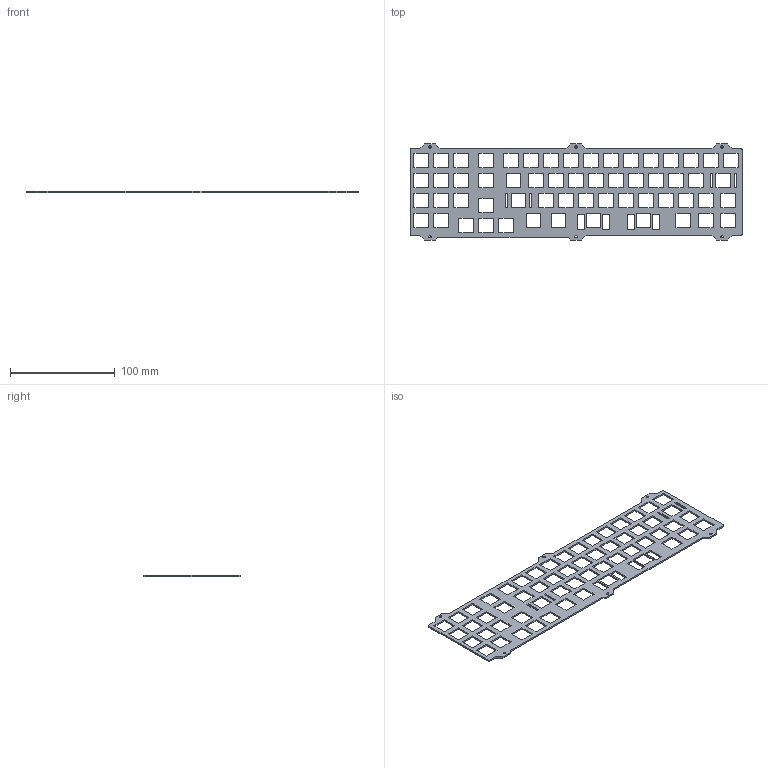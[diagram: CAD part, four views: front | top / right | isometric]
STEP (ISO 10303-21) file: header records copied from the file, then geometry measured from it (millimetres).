
FILE_DESCRIPTION(/* description */ (''),/* implementation_level */ '2;1');
FILE_NAME(/* name */ 'lhm18_switch plate.step',/* time_stamp */ '2020-04-16T19:30:50-07:00',/* author */ (''),/* organization */ (''),/* preprocessor_version */ 'ST-DEVELOPER v18.1',/* originating_system */ 'Autodesk Translation Framework v9.2.0.1227',/* authorisation */ '');
FILE_SCHEMA (('AUTOMOTIVE_DESIGN { 1 0 10303 214 3 1 1 }'));
Length unit declared in the file: millimetre
Products named in the file (1): Switch Plate v2
Bounding box: 316.77 x 91.65 x 1.5 mm (x, y, z)
Volume: 22239.4 mm3; surface area: 36270.6 mm2
Topology: 1 solids, 1 shells, 304 faces, 906 edges, 604 vertices
Faces by surface type: plane 294, cylinder 10
Full cylindrical faces by diameter (mm): 2.25 x6
Entity records: 10331 total; most frequent: CARTESIAN_POINT 1815, ORIENTED_EDGE 1812, DIRECTION 1536, EDGE_CURVE 906, LINE 886, VECTOR 886, VERTEX_POINT 604, EDGE_LOOP 448
